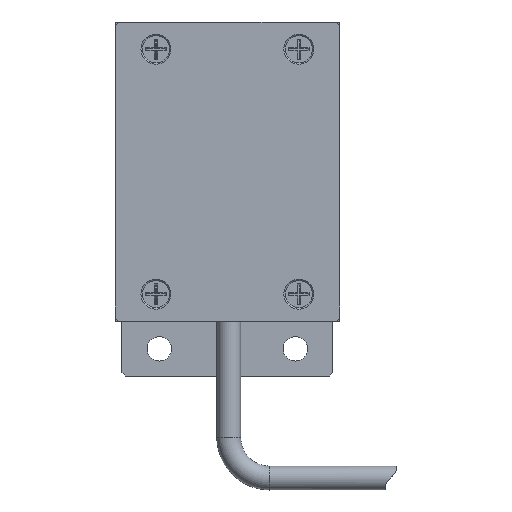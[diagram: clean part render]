
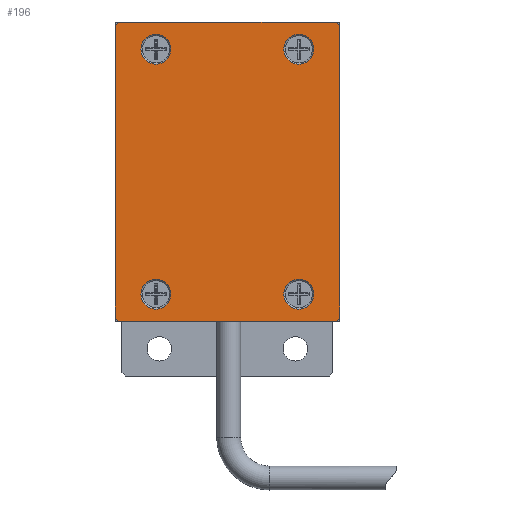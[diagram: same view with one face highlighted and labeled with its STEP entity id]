
A CAD part, top view. The second image highlights one B-rep face of the part: STEP entity #196.
In plain terms, the highlighted planar face has unit normal (0, 0, 1).
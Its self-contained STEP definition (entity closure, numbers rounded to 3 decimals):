
#196 = ADVANCED_FACE ( 'NONE', ( #3162, #3136, #3146, #3169, #3158 ), #3168, .T. ) ;
#221 = EDGE_CURVE ( 'NONE', #2775, #2739, #1911, .T. ) ;
#250 = EDGE_CURVE ( 'NONE', #2834, #2775, #2046, .T. ) ;
#286 = EDGE_LOOP ( 'NONE', ( #933 ) ) ;
#308 = EDGE_LOOP ( 'NONE', ( #337, #322, #879, #871, #863, #851, #942, #914 ) ) ;
#322 = ORIENTED_EDGE ( 'NONE', *, *, #602, .T. ) ;
#337 = ORIENTED_EDGE ( 'NONE', *, *, #638, .T. ) ;
#341 = ORIENTED_EDGE ( 'NONE', *, *, #598, .F. ) ;
#342 = ORIENTED_EDGE ( 'NONE', *, *, #603, .F. ) ;
#365 = EDGE_LOOP ( 'NONE', ( #342 ) ) ;
#399 = ORIENTED_EDGE ( 'NONE', *, *, #597, .F. ) ;
#463 = AXIS2_PLACEMENT_3D ( 'NONE', #3164, #3135, #3134 ) ;
#557 = VECTOR ( 'NONE', #1913, 1000. ) ;
#587 = EDGE_CURVE ( 'NONE', #2706, #2644, #2118, .T. ) ;
#597 = EDGE_CURVE ( 'NONE', #2515, #2515, #2457, .T. ) ;
#598 = EDGE_CURVE ( 'NONE', #2517, #2517, #2462, .T. ) ;
#599 = EDGE_CURVE ( 'NONE', #2519, #2519, #2463, .T. ) ;
#602 = EDGE_CURVE ( 'NONE', #2837, #2840, #2165, .T. ) ;
#603 = EDGE_CURVE ( 'NONE', #2521, #2521, #2464, .T. ) ;
#605 = EDGE_CURVE ( 'NONE', #2750, #2834, #2157, .T. ) ;
#631 = EDGE_CURVE ( 'NONE', #2840, #2750, #2246, .T. ) ;
#638 = EDGE_CURVE ( 'NONE', #2644, #2837, #2240, .T. ) ;
#647 = EDGE_CURVE ( 'NONE', #2739, #2706, #2347, .T. ) ;
#851 = ORIENTED_EDGE ( 'NONE', *, *, #221, .T. ) ;
#863 = ORIENTED_EDGE ( 'NONE', *, *, #250, .T. ) ;
#871 = ORIENTED_EDGE ( 'NONE', *, *, #605, .T. ) ;
#879 = ORIENTED_EDGE ( 'NONE', *, *, #631, .T. ) ;
#914 = ORIENTED_EDGE ( 'NONE', *, *, #587, .T. ) ;
#933 = ORIENTED_EDGE ( 'NONE', *, *, #599, .F. ) ;
#942 = ORIENTED_EDGE ( 'NONE', *, *, #647, .T. ) ;
#1355 = CARTESIAN_POINT ( 'NONE',  ( -16., -22., 15. ) ) ;
#1376 = CARTESIAN_POINT ( 'NONE',  ( -16.5, -21.5, 15. ) ) ;
#1409 = CARTESIAN_POINT ( 'NONE',  ( -16.5, 21.5, 15. ) ) ;
#1420 = CARTESIAN_POINT ( 'NONE',  ( 16.5, 21.5, 15. ) ) ;
#1445 = CARTESIAN_POINT ( 'NONE',  ( -16., 22., 15. ) ) ;
#1470 = CARTESIAN_POINT ( 'NONE',  ( 16., 22., 15. ) ) ;
#1472 = CARTESIAN_POINT ( 'NONE',  ( 16., -22., 15. ) ) ;
#1475 = CARTESIAN_POINT ( 'NONE',  ( 16.5, -21.5, 15. ) ) ;
#1658 = EDGE_LOOP ( 'NONE', ( #341 ) ) ;
#1761 = EDGE_LOOP ( 'NONE', ( #399 ) ) ;
#1911 = LINE ( 'NONE', #1912, #557 ) ;
#1912 = CARTESIAN_POINT ( 'NONE',  ( -38.25, -0.25, 15. ) ) ;
#1913 = DIRECTION ( 'NONE',  ( -0.707, -0.707, 0. ) ) ;
#2046 = LINE ( 'NONE', #2047, #2412 ) ;
#2047 = CARTESIAN_POINT ( 'NONE',  ( -16.5, 22., 15. ) ) ;
#2048 = DIRECTION ( 'NONE',  ( -1., 0., 0. ) ) ;
#2117 = CARTESIAN_POINT ( 'NONE',  ( -16.25, -21.75, 15. ) ) ;
#2118 = LINE ( 'NONE', #2117, #2417 ) ;
#2122 = DIRECTION ( 'NONE',  ( 0.707, -0.707, 0. ) ) ;
#2150 = CARTESIAN_POINT ( 'NONE',  ( -10.5, 18., 15. ) ) ;
#2151 = DIRECTION ( 'NONE',  ( 0., 0., 1. ) ) ;
#2152 = DIRECTION ( 'NONE',  ( 1., 0., 0. ) ) ;
#2154 = CARTESIAN_POINT ( 'NONE',  ( -10.5, -18., 15. ) ) ;
#2155 = DIRECTION ( 'NONE',  ( 0., 0., 1. ) ) ;
#2156 = DIRECTION ( 'NONE',  ( 1., 0., 0. ) ) ;
#2157 = LINE ( 'NONE', #2174, #2468 ) ;
#2158 = CARTESIAN_POINT ( 'NONE',  ( 10.5, -18., 15. ) ) ;
#2159 = DIRECTION ( 'NONE',  ( 0., 0., 1. ) ) ;
#2160 = DIRECTION ( 'NONE',  ( 1., 0., 0. ) ) ;
#2165 = LINE ( 'NONE', #2166, #2466 ) ;
#2166 = CARTESIAN_POINT ( 'NONE',  ( -0.25, -38.25, 15. ) ) ;
#2167 = DIRECTION ( 'NONE',  ( 0.707, 0.707, 0. ) ) ;
#2168 = CARTESIAN_POINT ( 'NONE',  ( 10.5, 18., 15. ) ) ;
#2169 = DIRECTION ( 'NONE',  ( 0., 0., 1. ) ) ;
#2170 = DIRECTION ( 'NONE',  ( 1., 0., 0. ) ) ;
#2174 = CARTESIAN_POINT ( 'NONE',  ( 21.75, 16.25, 15. ) ) ;
#2175 = DIRECTION ( 'NONE',  ( -0.707, 0.707, 0. ) ) ;
#2240 = LINE ( 'NONE', #2327, #2494 ) ;
#2246 = LINE ( 'NONE', #2253, #2491 ) ;
#2253 = CARTESIAN_POINT ( 'NONE',  ( 16.5, 22., 15. ) ) ;
#2254 = DIRECTION ( 'NONE',  ( 0., 1., 0. ) ) ;
#2327 = CARTESIAN_POINT ( 'NONE',  ( -16.5, -22., 15. ) ) ;
#2328 = DIRECTION ( 'NONE',  ( 1., 0., 0. ) ) ;
#2335 = CARTESIAN_POINT ( 'NONE',  ( -16.5, 22., 15. ) ) ;
#2347 = LINE ( 'NONE', #2335, #2422 ) ;
#2355 = DIRECTION ( 'NONE',  ( 0., -1., 0. ) ) ;
#2412 = VECTOR ( 'NONE', #2048, 1000. ) ;
#2417 = VECTOR ( 'NONE', #2122, 1000. ) ;
#2422 = VECTOR ( 'NONE', #2355, 1000. ) ;
#2457 = CIRCLE ( 'NONE', #2458, 2.2 ) ;
#2458 = AXIS2_PLACEMENT_3D ( 'NONE', #2150, #2151, #2152 ) ;
#2459 = AXIS2_PLACEMENT_3D ( 'NONE', #2154, #2155, #2156 ) ;
#2460 = AXIS2_PLACEMENT_3D ( 'NONE', #2158, #2159, #2160 ) ;
#2462 = CIRCLE ( 'NONE', #2459, 2.2 ) ;
#2463 = CIRCLE ( 'NONE', #2460, 2.2 ) ;
#2464 = CIRCLE ( 'NONE', #2467, 2.2 ) ;
#2466 = VECTOR ( 'NONE', #2167, 1000. ) ;
#2467 = AXIS2_PLACEMENT_3D ( 'NONE', #2168, #2169, #2170 ) ;
#2468 = VECTOR ( 'NONE', #2175, 1000. ) ;
#2491 = VECTOR ( 'NONE', #2254, 1000. ) ;
#2494 = VECTOR ( 'NONE', #2328, 1000. ) ;
#2515 = VERTEX_POINT ( 'NONE', #2518 ) ;
#2517 = VERTEX_POINT ( 'NONE', #2520 ) ;
#2518 = CARTESIAN_POINT ( 'NONE',  ( -8.3, 18., 15. ) ) ;
#2519 = VERTEX_POINT ( 'NONE', #2522 ) ;
#2520 = CARTESIAN_POINT ( 'NONE',  ( -8.3, -18., 15. ) ) ;
#2521 = VERTEX_POINT ( 'NONE', #2524 ) ;
#2522 = CARTESIAN_POINT ( 'NONE',  ( 12.7, -18., 15. ) ) ;
#2524 = CARTESIAN_POINT ( 'NONE',  ( 12.7, 18., 15. ) ) ;
#2644 = VERTEX_POINT ( 'NONE', #1355 ) ;
#2706 = VERTEX_POINT ( 'NONE', #1376 ) ;
#2739 = VERTEX_POINT ( 'NONE', #1409 ) ;
#2750 = VERTEX_POINT ( 'NONE', #1420 ) ;
#2775 = VERTEX_POINT ( 'NONE', #1445 ) ;
#2834 = VERTEX_POINT ( 'NONE', #1470 ) ;
#2837 = VERTEX_POINT ( 'NONE', #1472 ) ;
#2840 = VERTEX_POINT ( 'NONE', #1475 ) ;
#3134 = DIRECTION ( 'NONE',  ( 1., 0., 0. ) ) ;
#3135 = DIRECTION ( 'NONE',  ( 0., 0., 1. ) ) ;
#3136 = FACE_BOUND ( 'NONE', #1658, .T. ) ;
#3146 = FACE_BOUND ( 'NONE', #286, .T. ) ;
#3158 = FACE_OUTER_BOUND ( 'NONE', #308, .T. ) ;
#3162 = FACE_BOUND ( 'NONE', #1761, .T. ) ;
#3164 = CARTESIAN_POINT ( 'NONE',  ( -16.5, -22., 15. ) ) ;
#3168 = PLANE ( 'NONE',  #463 ) ;
#3169 = FACE_BOUND ( 'NONE', #365, .T. ) ;
